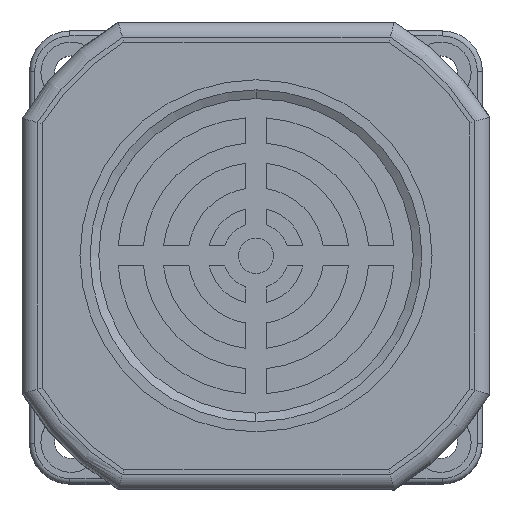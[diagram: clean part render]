
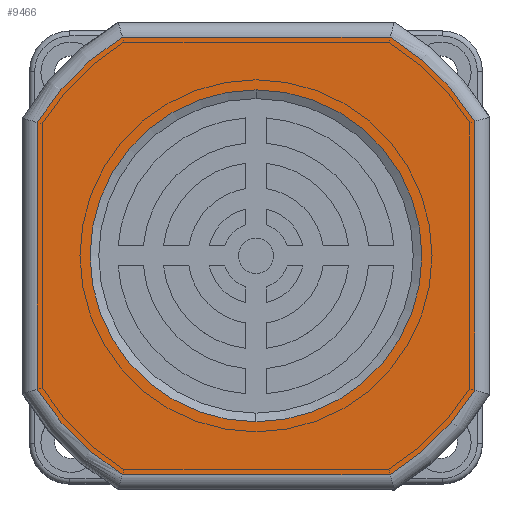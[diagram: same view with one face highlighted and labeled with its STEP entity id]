
A CAD part, top view. The second image highlights one B-rep face of the part: STEP entity #9466.
In plain terms, the highlighted face is planar.
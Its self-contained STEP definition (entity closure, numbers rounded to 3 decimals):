
#184 = VECTOR ( 'NONE', #7631, 1000. ) ;
#196 = DIRECTION ( 'NONE',  ( 0., -1., 0. ) ) ;
#384 = DIRECTION ( 'NONE',  ( 0., 1., 0. ) ) ;
#460 = LINE ( 'NONE', #10970, #17580 ) ;
#739 = VERTEX_POINT ( 'NONE', #15357 ) ;
#771 = CARTESIAN_POINT ( 'NONE',  ( 0.05, 0., 0. ) ) ;
#1575 = CIRCLE ( 'NONE', #2140, 33. ) ;
#2140 = AXIS2_PLACEMENT_3D ( 'NONE', #9323, #21201, #11022 ) ;
#2200 = ORIENTED_EDGE ( 'NONE', *, *, #14433, .T. ) ;
#2568 = DIRECTION ( 'NONE',  ( 0., 0., 1. ) ) ;
#2956 = VERTEX_POINT ( 'NONE', #11144 ) ;
#3477 = AXIS2_PLACEMENT_3D ( 'NONE', #771, #12770, #2568 ) ;
#3496 = CIRCLE ( 'NONE', #11873, 51. ) ;
#3976 = DIRECTION ( 'NONE',  ( 0., -1., 0. ) ) ;
#4340 = ORIENTED_EDGE ( 'NONE', *, *, #14868, .F. ) ;
#5022 = VERTEX_POINT ( 'NONE', #8630 ) ;
#6091 = EDGE_LOOP ( 'NONE', ( #7148, #15574, #2200, #12762, #10095, #6491, #16139, #15261 ) ) ;
#6438 = LINE ( 'NONE', #10645, #18875 ) ;
#6491 = ORIENTED_EDGE ( 'NONE', *, *, #14602, .T. ) ;
#6648 = VERTEX_POINT ( 'NONE', #18570 ) ;
#6737 = DIRECTION ( 'NONE',  ( 0., -1., 0. ) ) ;
#7148 = ORIENTED_EDGE ( 'NONE', *, *, #14277, .T. ) ;
#7338 = EDGE_LOOP ( 'NONE', ( #4340, #8646 ) ) ;
#7526 = LINE ( 'NONE', #10279, #11464 ) ;
#7631 = DIRECTION ( 'NONE',  ( -1., 0., 0. ) ) ;
#7767 = CIRCLE ( 'NONE', #12573, 33. ) ;
#8082 = CARTESIAN_POINT ( 'NONE',  ( -26.572, 0., 43.5 ) ) ;
#8630 = CARTESIAN_POINT ( 'NONE',  ( 0., 0., -33. ) ) ;
#8646 = ORIENTED_EDGE ( 'NONE', *, *, #9110, .F. ) ;
#9110 = EDGE_CURVE ( 'NONE', #11419, #5022, #1575, .T. ) ;
#9323 = CARTESIAN_POINT ( 'NONE',  ( 0., 0., 0. ) ) ;
#9336 = LINE ( 'NONE', #19452, #184 ) ;
#9466 = ADVANCED_FACE ( 'NONE', ( #16002, #11495 ), #17424, .F. ) ;
#9651 = DIRECTION ( 'NONE',  ( 0., -1., 0. ) ) ;
#9874 = CIRCLE ( 'NONE', #20978, 51. ) ;
#10095 = ORIENTED_EDGE ( 'NONE', *, *, #14574, .T. ) ;
#10279 = CARTESIAN_POINT ( 'NONE',  ( 0.05, 0., -43.5 ) ) ;
#10452 = VERTEX_POINT ( 'NONE', #14218 ) ;
#10493 = CARTESIAN_POINT ( 'NONE',  ( 0.05, 0., 0. ) ) ;
#10645 = CARTESIAN_POINT ( 'NONE',  ( 43.5, 0., 0. ) ) ;
#10961 = AXIS2_PLACEMENT_3D ( 'NONE', #15709, #384, #12375 ) ;
#10970 = CARTESIAN_POINT ( 'NONE',  ( -43.5, 0., 0. ) ) ;
#11022 = DIRECTION ( 'NONE',  ( 0., 0., -1. ) ) ;
#11144 = CARTESIAN_POINT ( 'NONE',  ( 43.5, 0., -26.705 ) ) ;
#11419 = VERTEX_POINT ( 'NONE', #21278 ) ;
#11464 = VECTOR ( 'NONE', #18785, 1000. ) ;
#11480 = CARTESIAN_POINT ( 'NONE',  ( 26.673, 0., -43.5 ) ) ;
#11495 = FACE_BOUND ( 'NONE', #7338, .T. ) ;
#11534 = VERTEX_POINT ( 'NONE', #11480 ) ;
#11599 = VERTEX_POINT ( 'NONE', #16676 ) ;
#11873 = AXIS2_PLACEMENT_3D ( 'NONE', #16880, #6737, #18574 ) ;
#12092 = CARTESIAN_POINT ( 'NONE',  ( -43.5, 0., 26.54 ) ) ;
#12211 = DIRECTION ( 'NONE',  ( 0., 0., 1. ) ) ;
#12342 = DIRECTION ( 'NONE',  ( 0., 0., 1. ) ) ;
#12375 = DIRECTION ( 'NONE',  ( 0., 0., 1. ) ) ;
#12573 = AXIS2_PLACEMENT_3D ( 'NONE', #19821, #9651, #21526 ) ;
#12762 = ORIENTED_EDGE ( 'NONE', *, *, #14501, .T. ) ;
#12770 = DIRECTION ( 'NONE',  ( 0., -1., 0. ) ) ;
#12775 = CIRCLE ( 'NONE', #3477, 51. ) ;
#14089 = CARTESIAN_POINT ( 'NONE',  ( 0.05, 0., 0. ) ) ;
#14218 = CARTESIAN_POINT ( 'NONE',  ( -43.5, 0., -26.54 ) ) ;
#14277 = EDGE_CURVE ( 'NONE', #18389, #10452, #460, .T. ) ;
#14337 = EDGE_CURVE ( 'NONE', #10452, #11599, #3496, .T. ) ;
#14355 = DIRECTION ( 'NONE',  ( 0., 0., -1. ) ) ;
#14433 = EDGE_CURVE ( 'NONE', #11599, #11534, #7526, .T. ) ;
#14501 = EDGE_CURVE ( 'NONE', #11534, #2956, #20503, .T. ) ;
#14574 = EDGE_CURVE ( 'NONE', #2956, #6648, #6438, .T. ) ;
#14602 = EDGE_CURVE ( 'NONE', #6648, #739, #9874, .T. ) ;
#14731 = EDGE_CURVE ( 'NONE', #739, #21537, #9336, .T. ) ;
#14766 = EDGE_CURVE ( 'NONE', #21537, #18389, #12775, .T. ) ;
#14868 = EDGE_CURVE ( 'NONE', #5022, #11419, #7767, .T. ) ;
#15261 = ORIENTED_EDGE ( 'NONE', *, *, #14766, .T. ) ;
#15357 = CARTESIAN_POINT ( 'NONE',  ( 26.673, 0., 43.5 ) ) ;
#15574 = ORIENTED_EDGE ( 'NONE', *, *, #14337, .T. ) ;
#15709 = CARTESIAN_POINT ( 'NONE',  ( 0.05, 0., 0. ) ) ;
#15830 = DIRECTION ( 'NONE',  ( 0., 0., 1. ) ) ;
#16002 = FACE_OUTER_BOUND ( 'NONE', #6091, .T. ) ;
#16139 = ORIENTED_EDGE ( 'NONE', *, *, #14731, .T. ) ;
#16676 = CARTESIAN_POINT ( 'NONE',  ( -26.572, 0., -43.5 ) ) ;
#16880 = CARTESIAN_POINT ( 'NONE',  ( 0.05, 0., 0. ) ) ;
#17424 = PLANE ( 'NONE',  #10961 ) ;
#17565 = AXIS2_PLACEMENT_3D ( 'NONE', #10493, #196, #12211 ) ;
#17580 = VECTOR ( 'NONE', #14355, 1000. ) ;
#18389 = VERTEX_POINT ( 'NONE', #12092 ) ;
#18570 = CARTESIAN_POINT ( 'NONE',  ( 43.5, 0., 26.705 ) ) ;
#18574 = DIRECTION ( 'NONE',  ( 0., 0., 1. ) ) ;
#18785 = DIRECTION ( 'NONE',  ( 1., 0., 0. ) ) ;
#18875 = VECTOR ( 'NONE', #12342, 1000. ) ;
#19452 = CARTESIAN_POINT ( 'NONE',  ( 0.05, 0., 43.5 ) ) ;
#19821 = CARTESIAN_POINT ( 'NONE',  ( 0., 0., 0. ) ) ;
#20503 = CIRCLE ( 'NONE', #17565, 51. ) ;
#20978 = AXIS2_PLACEMENT_3D ( 'NONE', #14089, #3976, #15830 ) ;
#21201 = DIRECTION ( 'NONE',  ( 0., -1., 0. ) ) ;
#21278 = CARTESIAN_POINT ( 'NONE',  ( 0., 0., 33. ) ) ;
#21526 = DIRECTION ( 'NONE',  ( 0., 0., -1. ) ) ;
#21537 = VERTEX_POINT ( 'NONE', #8082 ) ;
